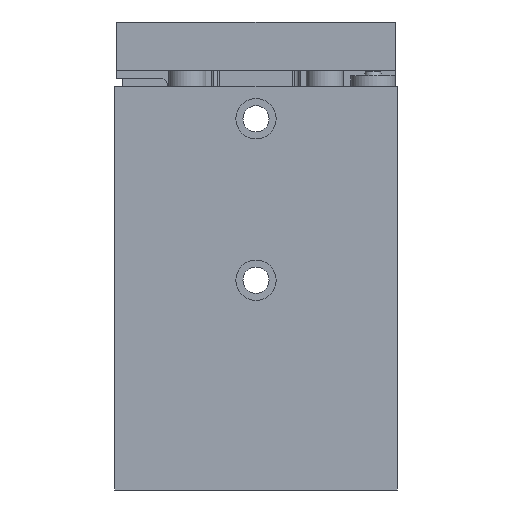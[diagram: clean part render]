
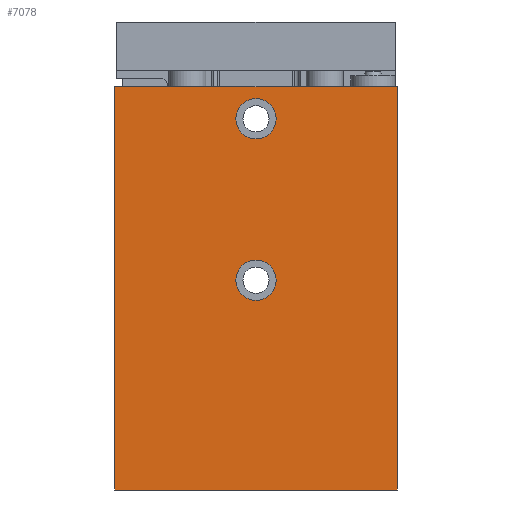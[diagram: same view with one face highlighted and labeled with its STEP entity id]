
A CAD part, front view. The second image highlights one B-rep face of the part: STEP entity #7078.
In plain terms, the highlighted planar face has unit normal (0, -1, 0).
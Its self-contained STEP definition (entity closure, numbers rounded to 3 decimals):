
#294=CIRCLE('',#7511,2.5);
#295=CIRCLE('',#7512,2.5);
#791=ORIENTED_EDGE('',*,*,#2486,.F.);
#792=ORIENTED_EDGE('',*,*,#2487,.F.);
#793=ORIENTED_EDGE('',*,*,#2456,.F.);
#794=ORIENTED_EDGE('',*,*,#2485,.F.);
#795=ORIENTED_EDGE('',*,*,#2403,.T.);
#796=ORIENTED_EDGE('',*,*,#2488,.T.);
#2403=EDGE_CURVE('',#3255,#3254,#3871,.T.);
#2456=EDGE_CURVE('',#3306,#3307,#3893,.T.);
#2485=EDGE_CURVE('',#3255,#3306,#3916,.T.);
#2486=EDGE_CURVE('',#3328,#3328,#294,.T.);
#2487=EDGE_CURVE('',#3329,#3329,#295,.T.);
#2488=EDGE_CURVE('',#3254,#3307,#3917,.T.);
#3254=VERTEX_POINT('',#10341);
#3255=VERTEX_POINT('',#10343);
#3306=VERTEX_POINT('',#10447);
#3307=VERTEX_POINT('',#10449);
#3328=VERTEX_POINT('',#10514);
#3329=VERTEX_POINT('',#10516);
#3871=LINE('',#10342,#4309);
#3893=LINE('',#10448,#4331);
#3916=LINE('',#10511,#4354);
#3917=LINE('',#10517,#4355);
#4309=VECTOR('',#8296,1000.);
#4331=VECTOR('',#8382,1000.);
#4354=VECTOR('',#8427,1000.);
#4355=VECTOR('',#8434,1000.);
#4738=EDGE_LOOP('',(#791));
#4739=EDGE_LOOP('',(#792));
#4740=EDGE_LOOP('',(#793,#794,#795,#796));
#5280=FACE_BOUND('',#4738,.T.);
#5281=FACE_BOUND('',#4739,.T.);
#5282=FACE_BOUND('',#4740,.T.);
#5816=PLANE('',#7510);
#7078=ADVANCED_FACE('',(#5280,#5281,#5282),#5816,.T.);
#7510=AXIS2_PLACEMENT_3D('',#10512,#8428,#8429);
#7511=AXIS2_PLACEMENT_3D('',#10513,#8430,#8431);
#7512=AXIS2_PLACEMENT_3D('',#10515,#8432,#8433);
#8296=DIRECTION('',(1.,0.,0.));
#8382=DIRECTION('',(1.,0.,0.));
#8427=DIRECTION('',(0.,0.,1.));
#8428=DIRECTION('',(0.,-1.,0.));
#8429=DIRECTION('',(0.,0.,-1.));
#8430=DIRECTION('',(0.,-1.,0.));
#8431=DIRECTION('',(0.,0.,-1.));
#8432=DIRECTION('',(0.,-1.,0.));
#8433=DIRECTION('',(0.,0.,-1.));
#8434=DIRECTION('',(0.,0.,1.));
#10341=CARTESIAN_POINT('',(17.5,0.,-50.));
#10342=CARTESIAN_POINT('',(-17.5,0.,-50.));
#10343=CARTESIAN_POINT('',(-17.5,0.,-50.));
#10447=CARTESIAN_POINT('',(-17.5,0.,0.));
#10448=CARTESIAN_POINT('',(-17.5,0.,0.));
#10449=CARTESIAN_POINT('',(17.5,0.,0.));
#10511=CARTESIAN_POINT('',(-17.5,0.,-50.));
#10512=CARTESIAN_POINT('',(-17.5,0.,-50.));
#10513=CARTESIAN_POINT('',(0.,0.,-24.));
#10514=CARTESIAN_POINT('',(0.,0.,-26.5));
#10515=CARTESIAN_POINT('',(0.,0.,-4.));
#10516=CARTESIAN_POINT('',(0.,0.,-6.5));
#10517=CARTESIAN_POINT('',(17.5,0.,-50.));
